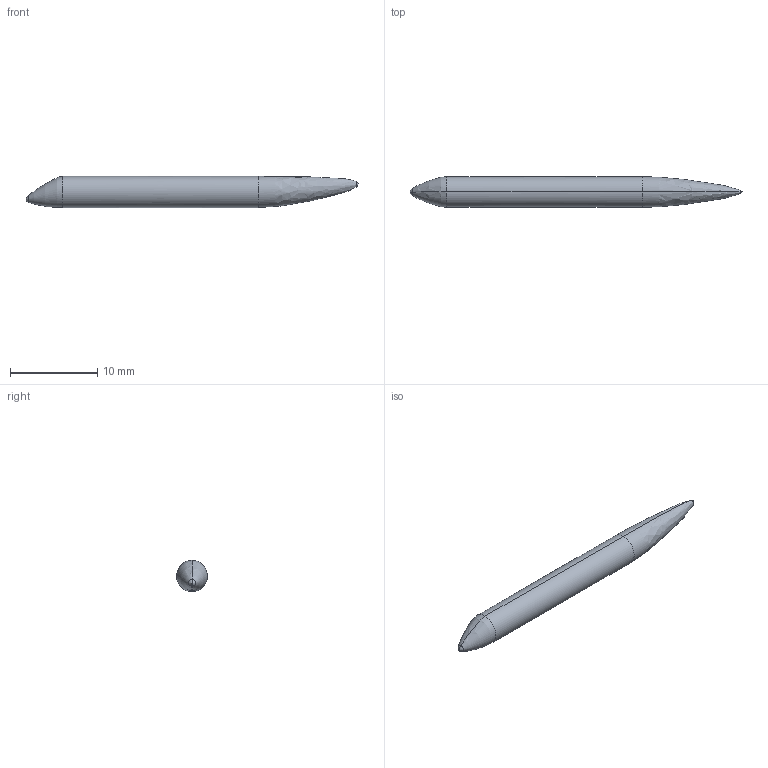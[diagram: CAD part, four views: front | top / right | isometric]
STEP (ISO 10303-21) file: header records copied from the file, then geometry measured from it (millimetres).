
FILE_DESCRIPTION(('Open CASCADE Model'),'2;1');
FILE_NAME('Open CASCADE Shape Model','2018-11-23T13:02:50',('Author'),( 'Open CASCADE'),'Open CASCADE STEP processor 7.0','Open CASCADE 7.0' ,'Unknown');
FILE_SCHEMA(('AUTOMOTIVE_DESIGN { 1 0 10303 214 1 1 1 1 }'));
Length unit declared in the file: millimetre
Products named in the file (1): Aircraft 2
Bounding box: 38.04 x 3.51 x 3.56 mm (x, y, z)
Surface area: 374.7 mm2 (no closed solid volume)
Topology: 0 solids, 2 shells, 10 faces, 32 edges, 20 vertices
Faces by surface type: bspline 10
Entity records: 11022 total; most frequent: CARTESIAN_POINT 10661, DIRECTION 38, ORIENTED_EDGE 36, PCURVE 36, DEFINITIONAL_REPRESENTATION 36, LINE 36, VECTOR 36, EDGE_CURVE 28
